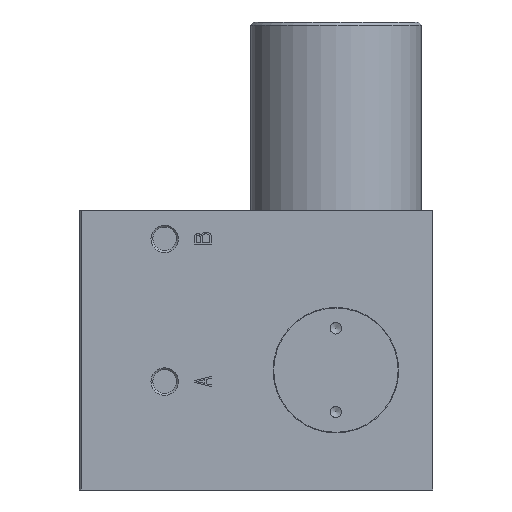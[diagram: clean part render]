
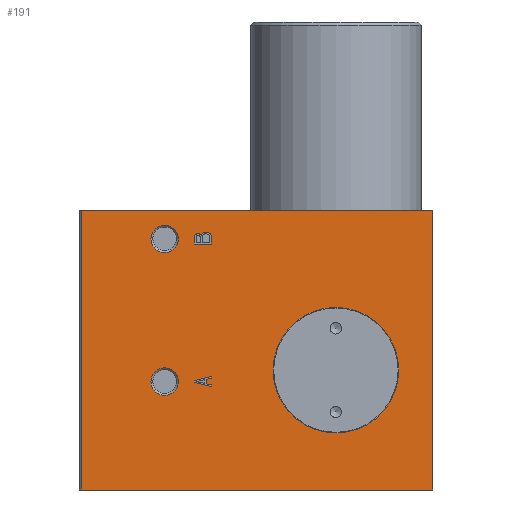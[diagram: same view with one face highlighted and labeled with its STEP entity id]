
A CAD part, left-side view. The second image highlights one B-rep face of the part: STEP entity #191.
In plain terms, the highlighted face is planar.
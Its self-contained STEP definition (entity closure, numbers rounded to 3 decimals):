
#191 = ADVANCED_FACE( '', ( #492, #493, #494, #495, #496, #497 ), #498, .F. );
#492 = FACE_BOUND( '', #957, .T. );
#493 = FACE_OUTER_BOUND( '', #958, .T. );
#494 = FACE_BOUND( '', #959, .T. );
#495 = FACE_BOUND( '', #960, .T. );
#496 = FACE_BOUND( '', #961, .T. );
#497 = FACE_BOUND( '', #962, .T. );
#498 = PLANE( '', #963 );
#957 = EDGE_LOOP( '', ( #1438, #1439, #1440, #1441, #1442, #1443, #1444, #1445 ) );
#958 = EDGE_LOOP( '', ( #1446, #1447, #1448, #1449 ) );
#959 = EDGE_LOOP( '', ( #1450 ) );
#960 = EDGE_LOOP( '', ( #1451 ) );
#961 = EDGE_LOOP( '', ( #1452 ) );
#962 = EDGE_LOOP( '', ( #1453, #1454, #1455, #1456, #1457 ) );
#963 = AXIS2_PLACEMENT_3D( '', #1458, #1459, #1460 );
#1438 = ORIENTED_EDGE( '', *, *, #2454, .T. );
#1439 = ORIENTED_EDGE( '', *, *, #2455, .T. );
#1440 = ORIENTED_EDGE( '', *, *, #2456, .T. );
#1441 = ORIENTED_EDGE( '', *, *, #2457, .T. );
#1442 = ORIENTED_EDGE( '', *, *, #2458, .T. );
#1443 = ORIENTED_EDGE( '', *, *, #2459, .T. );
#1444 = ORIENTED_EDGE( '', *, *, #2444, .T. );
#1445 = ORIENTED_EDGE( '', *, *, #2460, .T. );
#1446 = ORIENTED_EDGE( '', *, *, #2461, .T. );
#1447 = ORIENTED_EDGE( '', *, *, #2462, .F. );
#1448 = ORIENTED_EDGE( '', *, *, #2463, .F. );
#1449 = ORIENTED_EDGE( '', *, *, #2464, .T. );
#1450 = ORIENTED_EDGE( '', *, *, #2428, .F. );
#1451 = ORIENTED_EDGE( '', *, *, #2465, .F. );
#1452 = ORIENTED_EDGE( '', *, *, #2466, .T. );
#1453 = ORIENTED_EDGE( '', *, *, #2467, .T. );
#1454 = ORIENTED_EDGE( '', *, *, #2468, .T. );
#1455 = ORIENTED_EDGE( '', *, *, #2469, .T. );
#1456 = ORIENTED_EDGE( '', *, *, #2470, .T. );
#1457 = ORIENTED_EDGE( '', *, *, #2471, .T. );
#1458 = CARTESIAN_POINT( '', ( 24.5, 0., -60. ) );
#1459 = DIRECTION( '', ( 0., 0., 1. ) );
#1460 = DIRECTION( '', ( 0., -1., 0. ) );
#2428 = EDGE_CURVE( '', #2822, #2822, #2823, .F. );
#2444 = EDGE_CURVE( '', #2848, #2849, #2850, .T. );
#2454 = EDGE_CURVE( '', #2866, #2867, #2868, .T. );
#2455 = EDGE_CURVE( '', #2867, #2869, #2870, .T. );
#2456 = EDGE_CURVE( '', #2869, #2871, #2872, .T. );
#2457 = EDGE_CURVE( '', #2871, #2873, #2874, .T. );
#2458 = EDGE_CURVE( '', #2873, #2875, #2876, .T. );
#2459 = EDGE_CURVE( '', #2875, #2848, #2877, .T. );
#2460 = EDGE_CURVE( '', #2849, #2866, #2878, .T. );
#2461 = EDGE_CURVE( '', #2879, #2880, #2881, .T. );
#2462 = EDGE_CURVE( '', #2882, #2880, #2883, .T. );
#2463 = EDGE_CURVE( '', #2884, #2882, #2885, .T. );
#2464 = EDGE_CURVE( '', #2884, #2879, #2886, .T. );
#2465 = EDGE_CURVE( '', #2887, #2887, #2888, .F. );
#2466 = EDGE_CURVE( '', #2889, #2889, #2890, .T. );
#2467 = EDGE_CURVE( '', #2891, #2892, #2893, .T. );
#2468 = EDGE_CURVE( '', #2892, #2894, #2895, .T. );
#2469 = EDGE_CURVE( '', #2894, #2896, #2897, .T. );
#2470 = EDGE_CURVE( '', #2896, #2898, #2899, .T. );
#2471 = EDGE_CURVE( '', #2898, #2891, #2900, .T. );
#2822 = VERTEX_POINT( '', #3398 );
#2823 = CIRCLE( '', #3399, 2.4 );
#2848 = VERTEX_POINT( '', #3432 );
#2849 = VERTEX_POINT( '', #3433 );
#2850 = LINE( '', #3434, #3435 );
#2866 = VERTEX_POINT( '', #3457 );
#2867 = VERTEX_POINT( '', #3458 );
#2868 = LINE( '', #3459, #3460 );
#2869 = VERTEX_POINT( '', #3461 );
#2870 = LINE( '', #3462, #3463 );
#2871 = VERTEX_POINT( '', #3464 );
#2872 = LINE( '', #3465, #3466 );
#2873 = VERTEX_POINT( '', #3467 );
#2874 = LINE( '', #3468, #3469 );
#2875 = VERTEX_POINT( '', #3470 );
#2876 = LINE( '', #3471, #3472 );
#2877 = LINE( '', #3473, #3474 );
#2878 = LINE( '', #3475, #3476 );
#2879 = VERTEX_POINT( '', #3477 );
#2880 = VERTEX_POINT( '', #3478 );
#2881 = LINE( '', #3479, #3480 );
#2882 = VERTEX_POINT( '', #3481 );
#2883 = LINE( '', #3482, #3483 );
#2884 = VERTEX_POINT( '', #3484 );
#2885 = LINE( '', #3485, #3486 );
#2886 = LINE( '', #3487, #3488 );
#2887 = VERTEX_POINT( '', #3489 );
#2888 = CIRCLE( '', #3490, 2.4 );
#2889 = VERTEX_POINT( '', #3491 );
#2890 = CIRCLE( '', #3492, 11. );
#2891 = VERTEX_POINT( '', #3493 );
#2892 = VERTEX_POINT( '', #3494 );
#2893 = CIRCLE( '', #3495, 0.652 );
#2894 = VERTEX_POINT( '', #3496 );
#2895 = CIRCLE( '', #3497, 0.93 );
#2896 = VERTEX_POINT( '', #3498 );
#2897 = LINE( '', #3499, #3500 );
#2898 = VERTEX_POINT( '', #3501 );
#2899 = LINE( '', #3502, #3503 );
#2900 = LINE( '', #3504, #3505 );
#3398 = CARTESIAN_POINT( '', ( 5.5, 44.6, -60. ) );
#3399 = AXIS2_PLACEMENT_3D( '', #4238, #4239, #4240 );
#3432 = CARTESIAN_POINT( '', ( 6.4, 38.8, -60. ) );
#3433 = CARTESIAN_POINT( '', ( 5.65, 41.8, -60. ) );
#3434 = CARTESIAN_POINT( '', ( 6.4, 38.8, -60. ) );
#3435 = VECTOR( '', #4255, 1000. );
#3457 = CARTESIAN_POINT( '', ( 5.35, 41.8, -60. ) );
#3458 = CARTESIAN_POINT( '', ( 4.6, 38.8, -60. ) );
#3459 = CARTESIAN_POINT( '', ( 5.35, 41.8, -60. ) );
#3460 = VECTOR( '', #4265, 1000. );
#3461 = CARTESIAN_POINT( '', ( 4.9, 38.8, -60. ) );
#3462 = CARTESIAN_POINT( '', ( 4.6, 38.8, -60. ) );
#3463 = VECTOR( '', #4266, 1000. );
#3464 = CARTESIAN_POINT( '', ( 5.1, 39.7, -60. ) );
#3465 = CARTESIAN_POINT( '', ( 4.9, 38.8, -60. ) );
#3466 = VECTOR( '', #4267, 1000. );
#3467 = CARTESIAN_POINT( '', ( 5.9, 39.7, -60. ) );
#3468 = CARTESIAN_POINT( '', ( 5.1, 39.7, -60. ) );
#3469 = VECTOR( '', #4268, 1000. );
#3470 = CARTESIAN_POINT( '', ( 6.1, 38.8, -60. ) );
#3471 = CARTESIAN_POINT( '', ( 5.9, 39.7, -60. ) );
#3472 = VECTOR( '', #4269, 1000. );
#3473 = CARTESIAN_POINT( '', ( 6.1, 38.8, -60. ) );
#3474 = VECTOR( '', #4270, 1000. );
#3475 = CARTESIAN_POINT( '', ( 5.65, 41.8, -60. ) );
#3476 = VECTOR( '', #4271, 1000. );
#3477 = CARTESIAN_POINT( '', ( -24.5, 0., -60. ) );
#3478 = CARTESIAN_POINT( '', ( -24.5, 61.6, -60. ) );
#3479 = CARTESIAN_POINT( '', ( -24.5, 0., -60. ) );
#3480 = VECTOR( '', #4272, 1000. );
#3481 = CARTESIAN_POINT( '', ( 24.5, 61.6, -60. ) );
#3482 = CARTESIAN_POINT( '', ( 24.5, 61.6, -60. ) );
#3483 = VECTOR( '', #4273, 1000. );
#3484 = CARTESIAN_POINT( '', ( 24.5, 0., -60. ) );
#3485 = CARTESIAN_POINT( '', ( 24.5, 0., -60. ) );
#3486 = VECTOR( '', #4274, 1000. );
#3487 = CARTESIAN_POINT( '', ( 24.5, 0., -60. ) );
#3488 = VECTOR( '', #4275, 1000. );
#3489 = CARTESIAN_POINT( '', ( -19.5, 44.6, -60. ) );
#3490 = AXIS2_PLACEMENT_3D( '', #4276, #4277, #4278 );
#3491 = CARTESIAN_POINT( '', ( 3.5, 6., -60. ) );
#3492 = AXIS2_PLACEMENT_3D( '', #4279, #4280, #4281 );
#3493 = CARTESIAN_POINT( '', ( -19.8, 41.8, -60. ) );
#3494 = CARTESIAN_POINT( '', ( -20.1, 40.6, -60. ) );
#3495 = AXIS2_PLACEMENT_3D( '', #4282, #4283, #4284 );
#3496 = CARTESIAN_POINT( '', ( -19.8, 38.8, -60. ) );
#3497 = AXIS2_PLACEMENT_3D( '', #4285, #4286, #4287 );
#3498 = CARTESIAN_POINT( '', ( -18.6, 38.8, -60. ) );
#3499 = CARTESIAN_POINT( '', ( -19.8, 38.8, -60. ) );
#3500 = VECTOR( '', #4288, 1000. );
#3501 = CARTESIAN_POINT( '', ( -18.6, 41.8, -60. ) );
#3502 = CARTESIAN_POINT( '', ( -18.6, 38.8, -60. ) );
#3503 = VECTOR( '', #4289, 1000. );
#3504 = CARTESIAN_POINT( '', ( -18.6, 41.8, -60. ) );
#3505 = VECTOR( '', #4290, 1000. );
#4238 = CARTESIAN_POINT( '', ( 5.5, 47., -60. ) );
#4239 = DIRECTION( '', ( 0., 0., 1. ) );
#4240 = DIRECTION( '', ( 0., -1., 0. ) );
#4255 = DIRECTION( '', ( -0.243, 0.97, 0. ) );
#4265 = DIRECTION( '', ( -0.243, -0.97, 0. ) );
#4266 = DIRECTION( '', ( 1., 0., 0. ) );
#4267 = DIRECTION( '', ( 0.217, 0.976, 0. ) );
#4268 = DIRECTION( '', ( 1., 0., 0. ) );
#4269 = DIRECTION( '', ( 0.217, -0.976, 0. ) );
#4270 = DIRECTION( '', ( 1., 0., 0. ) );
#4271 = DIRECTION( '', ( -1., 0., 0. ) );
#4272 = DIRECTION( '', ( 0., 1., 0. ) );
#4273 = DIRECTION( '', ( -1., 0., 0. ) );
#4274 = DIRECTION( '', ( 0., 1., 0. ) );
#4275 = DIRECTION( '', ( -1., 0., 0. ) );
#4276 = CARTESIAN_POINT( '', ( -19.5, 47., -60. ) );
#4277 = DIRECTION( '', ( 0., 0., 1. ) );
#4278 = DIRECTION( '', ( 0., -1., 0. ) );
#4279 = CARTESIAN_POINT( '', ( 3.5, 17., -60. ) );
#4280 = DIRECTION( '', ( 0., 0., 1. ) );
#4281 = DIRECTION( '', ( 0., -1., 0. ) );
#4282 = CARTESIAN_POINT( '', ( -19.75, 41.15, -60. ) );
#4283 = DIRECTION( '', ( 0., 0., 1. ) );
#4284 = DIRECTION( '', ( 1., 0., 0. ) );
#4285 = CARTESIAN_POINT( '', ( -19.77, 39.73, -60. ) );
#4286 = DIRECTION( '', ( 0., 0., 1. ) );
#4287 = DIRECTION( '', ( 1., 0., 0. ) );
#4288 = DIRECTION( '', ( 1., 0., 0. ) );
#4289 = DIRECTION( '', ( 0., 1., 0. ) );
#4290 = DIRECTION( '', ( -1., 0., 0. ) );
